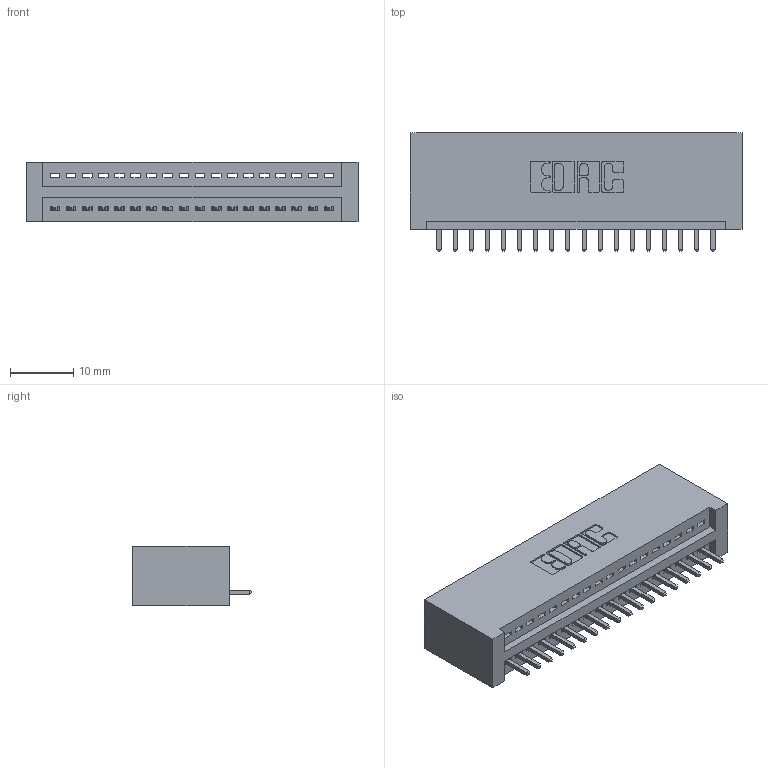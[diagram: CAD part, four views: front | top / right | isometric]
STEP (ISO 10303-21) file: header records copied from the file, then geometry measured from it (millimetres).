
FILE_DESCRIPTION (( 'STEP AP203' ), '1' );
FILE_NAME ('395-018-521-101.STEP', '2019-10-17T15:18:52', ( '' ), ( '' ), 'SwSTEP 2.0', 'SolidWorks 2016', '' );
FILE_SCHEMA (( 'CONFIG_CONTROL_DESIGN' ));
Length unit declared in the file: inch
Products named in the file (3): 395-018-521-101; 345-292-001_345-293-121; 345 Part_No Mounting Lugs
Assembly tree (19 placements, depth 2):
  395-018-521-101
    345 Part_No Mounting Lugs
    345-292-001_345-293-121  x18
Bounding box: 52.32 x 18.72 x 9.4 mm (x, y, z)
Volume: 5306.3 mm3; surface area: 6715.3 mm2
Topology: 19 solids, 19 shells, 1162 faces, 3485 edges, 2298 vertices
Faces by surface type: plane 796, cylinder 366
Entity records: 16519 total; most frequent: CARTESIAN_POINT 2870, ORIENTED_EDGE 2822, DIRECTION 2535, EDGE_CURVE 1411, VECTOR 1215, LINE 1215, VERTEX_POINT 938, AXIS2_PLACEMENT_3D 660
